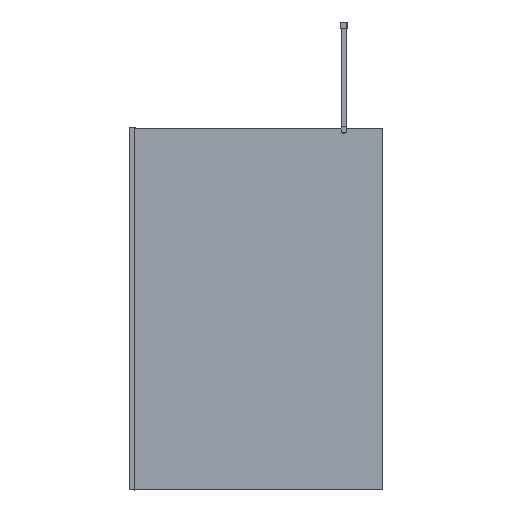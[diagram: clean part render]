
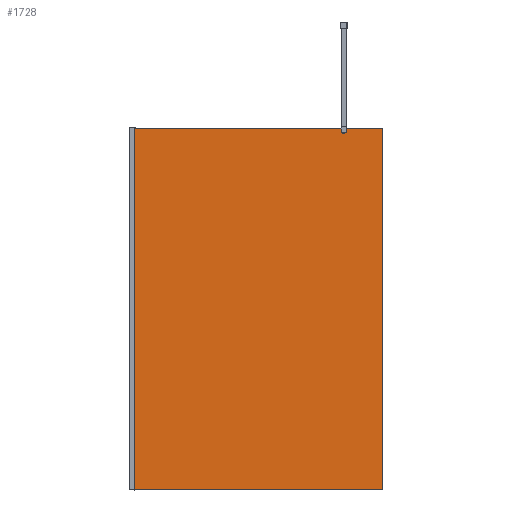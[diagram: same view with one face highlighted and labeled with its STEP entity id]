
A CAD part, top view. The second image highlights one B-rep face of the part: STEP entity #1728.
In plain terms, the highlighted planar face has unit normal (0, 0, 1).
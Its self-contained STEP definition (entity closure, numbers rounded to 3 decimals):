
#62 = CARTESIAN_POINT ( 'NONE',  ( 0., 1996., 10. ) ) ;
#69 = DIRECTION ( 'NONE',  ( -1., 0., 0. ) ) ;
#106 = DIRECTION ( 'NONE',  ( 1., 0., 0. ) ) ;
#119 = CARTESIAN_POINT ( 'NONE',  ( 0., 1., 10. ) ) ;
#150 = CARTESIAN_POINT ( 'NONE',  ( 1., 1997., 10. ) ) ;
#174 = DIRECTION ( 'NONE',  ( 0., -1., 0. ) ) ;
#1728 = ADVANCED_FACE ( 'NONE', ( #25088 ), #19077, .F. ) ;
#2637 = VECTOR ( 'NONE', #69, 1000. ) ;
#2645 = LINE ( 'NONE', #62, #2637 ) ;
#3379 = EDGE_LOOP ( 'NONE', ( #15728, #15756, #15741, #15744 ) ) ;
#4531 = LINE ( 'NONE', #119, #4533 ) ;
#4533 = VECTOR ( 'NONE', #106, 1000. ) ;
#4578 = LINE ( 'NONE', #150, #4594 ) ;
#4594 = VECTOR ( 'NONE', #174, 1000. ) ;
#10511 = VERTEX_POINT ( 'NONE', #28111 ) ;
#10516 = VERTEX_POINT ( 'NONE', #28065 ) ;
#10524 = VERTEX_POINT ( 'NONE', #28107 ) ;
#10561 = VERTEX_POINT ( 'NONE', #28159 ) ;
#13257 = AXIS2_PLACEMENT_3D ( 'NONE', #19038, #19073, #19061 ) ;
#14975 = EDGE_CURVE ( 'NONE', #10516, #10524, #31221, .T. ) ;
#14990 = EDGE_CURVE ( 'NONE', #10524, #10561, #2645, .T. ) ;
#15009 = EDGE_CURVE ( 'NONE', #10511, #10516, #4531, .T. ) ;
#15026 = EDGE_CURVE ( 'NONE', #10561, #10511, #4578, .T. ) ;
#15728 = ORIENTED_EDGE ( 'NONE', *, *, #14975, .T. ) ;
#15741 = ORIENTED_EDGE ( 'NONE', *, *, #15026, .T. ) ;
#15744 = ORIENTED_EDGE ( 'NONE', *, *, #15009, .T. ) ;
#15756 = ORIENTED_EDGE ( 'NONE', *, *, #14990, .T. ) ;
#19038 = CARTESIAN_POINT ( 'NONE',  ( 0., 1997., 10. ) ) ;
#19061 = DIRECTION ( 'NONE',  ( -1., 0., 0. ) ) ;
#19073 = DIRECTION ( 'NONE',  ( 0., 0., -1. ) ) ;
#19077 = PLANE ( 'NONE',  #13257 ) ;
#25088 = FACE_OUTER_BOUND ( 'NONE', #3379, .T. ) ;
#28065 = CARTESIAN_POINT ( 'NONE',  ( 1394., 1., 10. ) ) ;
#28107 = CARTESIAN_POINT ( 'NONE',  ( 1394., 1996., 10. ) ) ;
#28111 = CARTESIAN_POINT ( 'NONE',  ( 1., 1., 10. ) ) ;
#28159 = CARTESIAN_POINT ( 'NONE',  ( 1., 1996., 10. ) ) ;
#31188 = VECTOR ( 'NONE', #32607, 1000. ) ;
#31221 = LINE ( 'NONE', #32612, #31188 ) ;
#32607 = DIRECTION ( 'NONE',  ( 0., 1., 0. ) ) ;
#32612 = CARTESIAN_POINT ( 'NONE',  ( 1394., 1997., 10. ) ) ;
